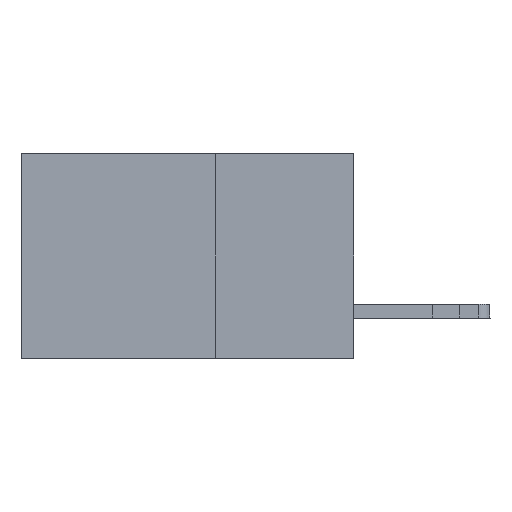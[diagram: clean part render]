
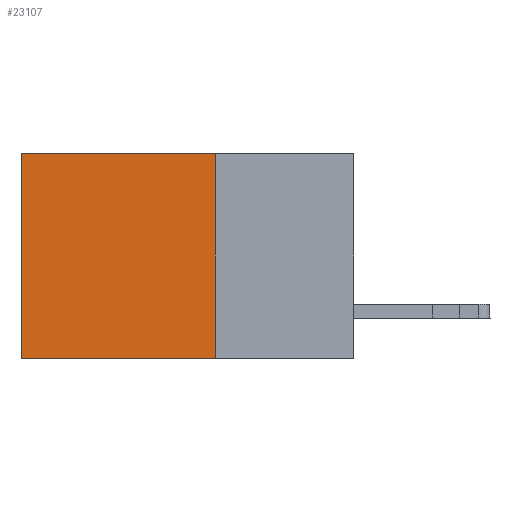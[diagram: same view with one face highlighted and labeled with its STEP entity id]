
A CAD part, left-side view. The second image highlights one B-rep face of the part: STEP entity #23107.
In plain terms, the highlighted planar face has unit normal (-1, 0, 0).
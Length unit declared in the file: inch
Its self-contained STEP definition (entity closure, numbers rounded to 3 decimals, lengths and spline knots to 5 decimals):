
#1692 = DIRECTION ( 'NONE',  ( 0., 0., -1. ) ) ;
#2454 = VECTOR ( 'NONE', #14776, 39.37008 ) ;
#3624 = LINE ( 'NONE', #9856, #5621 ) ;
#4587 = EDGE_LOOP ( 'NONE', ( #14286, #10427, #6778, #8911 ) ) ;
#5621 = VECTOR ( 'NONE', #9979, 39.37008 ) ;
#5688 = VERTEX_POINT ( 'NONE', #8154 ) ;
#6072 = EDGE_CURVE ( 'NONE', #5688, #6216, #14159, .T. ) ;
#6216 = VERTEX_POINT ( 'NONE', #15185 ) ;
#6224 = LINE ( 'NONE', #14036, #19162 ) ;
#6778 = ORIENTED_EDGE ( 'NONE', *, *, #25036, .F. ) ;
#8154 = CARTESIAN_POINT ( 'NONE',  ( 0.2875, 0.25, 0. ) ) ;
#8911 = ORIENTED_EDGE ( 'NONE', *, *, #6072, .T. ) ;
#9796 = FACE_OUTER_BOUND ( 'NONE', #4587, .T. ) ;
#9856 = CARTESIAN_POINT ( 'NONE',  ( 0.2875, 0.25, 0. ) ) ;
#9979 = DIRECTION ( 'NONE',  ( 0., 0., -1. ) ) ;
#10427 = ORIENTED_EDGE ( 'NONE', *, *, #14765, .F. ) ;
#11082 = AXIS2_PLACEMENT_3D ( 'NONE', #13828, #24268, #1692 ) ;
#11974 = DIRECTION ( 'NONE',  ( 0., 1., 0. ) ) ;
#12318 = CARTESIAN_POINT ( 'NONE',  ( 0.2875, 0.6, -0.37 ) ) ;
#12880 = CARTESIAN_POINT ( 'NONE',  ( 0.2875, 0.25, -0.37 ) ) ;
#13579 = VERTEX_POINT ( 'NONE', #12880 ) ;
#13828 = CARTESIAN_POINT ( 'NONE',  ( 0.2875, 0.25, 0. ) ) ;
#14036 = CARTESIAN_POINT ( 'NONE',  ( 0.2875, 0.25, -0.37 ) ) ;
#14159 = LINE ( 'NONE', #18414, #18456 ) ;
#14286 = ORIENTED_EDGE ( 'NONE', *, *, #22798, .T. ) ;
#14765 = EDGE_CURVE ( 'NONE', #13579, #26493, #6224, .T. ) ;
#14776 = DIRECTION ( 'NONE',  ( 0., 0., -1. ) ) ;
#15185 = CARTESIAN_POINT ( 'NONE',  ( 0.2875, 0.6, 0. ) ) ;
#18414 = CARTESIAN_POINT ( 'NONE',  ( 0.2875, 0.25, 0. ) ) ;
#18456 = VECTOR ( 'NONE', #11974, 39.37008 ) ;
#18773 = CARTESIAN_POINT ( 'NONE',  ( 0.2875, 0.6, 0. ) ) ;
#19162 = VECTOR ( 'NONE', #22229, 39.37008 ) ;
#20100 = PLANE ( 'NONE',  #11082 ) ;
#20668 = LINE ( 'NONE', #18773, #2454 ) ;
#22229 = DIRECTION ( 'NONE',  ( 0., 1., 0. ) ) ;
#22798 = EDGE_CURVE ( 'NONE', #6216, #26493, #20668, .T. ) ;
#23107 = ADVANCED_FACE ( 'NONE', ( #9796 ), #20100, .F. ) ;
#24268 = DIRECTION ( 'NONE',  ( 1., 0., 0. ) ) ;
#25036 = EDGE_CURVE ( 'NONE', #5688, #13579, #3624, .T. ) ;
#26493 = VERTEX_POINT ( 'NONE', #12318 ) ;
